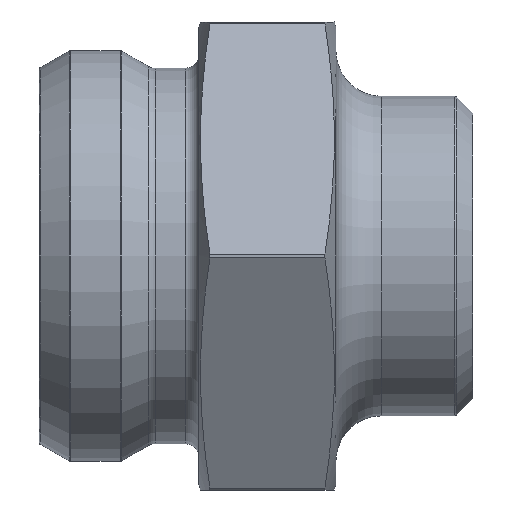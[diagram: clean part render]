
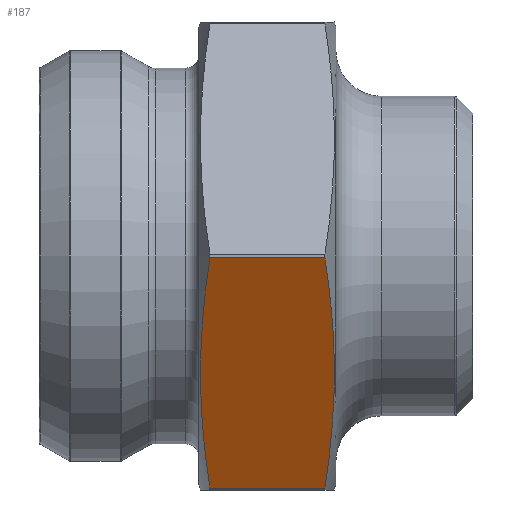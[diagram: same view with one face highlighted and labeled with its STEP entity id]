
A CAD part, front view. The second image highlights one B-rep face of the part: STEP entity #187.
In plain terms, the highlighted planar face has unit normal (0, -0.866, -0.5).
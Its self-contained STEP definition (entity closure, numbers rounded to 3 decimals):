
#112=PLANE('',#668);
#135=FACE_OUTER_BOUND('',#313,.T.);
#138=LINE('',#902,#150);
#141=LINE('',#910,#153);
#150=VECTOR('',#701,1.);
#153=VECTOR('',#710,1.);
#187=ADVANCED_FACE('',(#135),#112,.F.);
#208=B_SPLINE_CURVE_WITH_KNOTS('',3,(#858,#859,#860,#861,#862),
 .UNSPECIFIED.,.F.,.F.,(4,1,4),(0.,0.5,1.),.UNSPECIFIED.);
#218=B_SPLINE_CURVE_WITH_KNOTS('',3,(#963,#964,#965,#966,#967),
 .UNSPECIFIED.,.F.,.F.,(4,1,4),(0.,0.5,1.),.UNSPECIFIED.);
#313=EDGE_LOOP('',(#429,#430,#431,#432));
#429=ORIENTED_EDGE('',*,*,#510,.F.);
#430=ORIENTED_EDGE('',*,*,#521,.F.);
#431=ORIENTED_EDGE('',*,*,#543,.F.);
#432=ORIENTED_EDGE('',*,*,#525,.F.);
#461=VERTEX_POINT('',#857);
#462=VERTEX_POINT('',#863);
#471=VERTEX_POINT('',#901);
#474=VERTEX_POINT('',#911);
#510=EDGE_CURVE('',#461,#462,#208,.T.);
#521=EDGE_CURVE('',#471,#461,#138,.T.);
#525=EDGE_CURVE('',#462,#474,#141,.T.);
#543=EDGE_CURVE('',#474,#471,#218,.T.);
#668=AXIS2_PLACEMENT_3D('',#1033,#820,#821);
#701=DIRECTION('',(1.,0.,0.));
#710=DIRECTION('',(-1.,0.,0.));
#820=DIRECTION('',(0.,0.866,0.5));
#821=DIRECTION('',(0.,-0.5,0.866));
#857=CARTESIAN_POINT('',(25.043,-23.571,-0.173));
#858=CARTESIAN_POINT('',(25.043,-23.571,-0.173));
#859=CARTESIAN_POINT('',(25.556,-21.632,-3.532));
#860=CARTESIAN_POINT('',(26.176,-17.754,-10.25));
#861=CARTESIAN_POINT('',(25.556,-13.875,-16.968));
#862=CARTESIAN_POINT('',(25.043,-11.936,-20.327));
#863=CARTESIAN_POINT('',(25.043,-11.936,-20.327));
#901=CARTESIAN_POINT('',(14.957,-23.571,-0.173));
#902=CARTESIAN_POINT('',(0.,-23.571,-0.173));
#910=CARTESIAN_POINT('',(0.,-11.936,-20.327));
#911=CARTESIAN_POINT('',(14.957,-11.936,-20.327));
#963=CARTESIAN_POINT('',(14.957,-11.936,-20.327));
#964=CARTESIAN_POINT('',(14.444,-13.875,-16.968));
#965=CARTESIAN_POINT('',(13.824,-17.754,-10.25));
#966=CARTESIAN_POINT('',(14.444,-21.632,-3.532));
#967=CARTESIAN_POINT('',(14.957,-23.571,-0.173));
#1033=CARTESIAN_POINT('',(38.,-23.671,0.));
